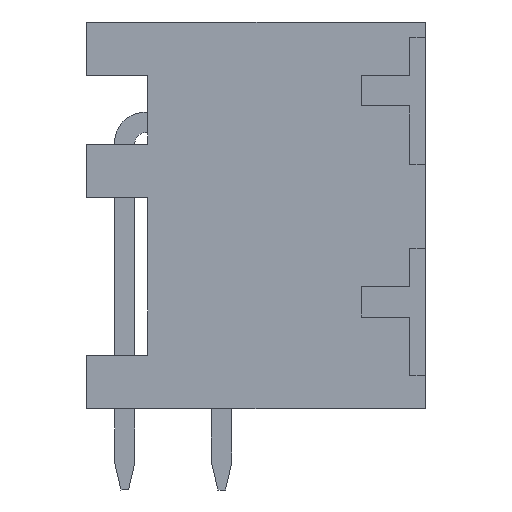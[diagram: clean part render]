
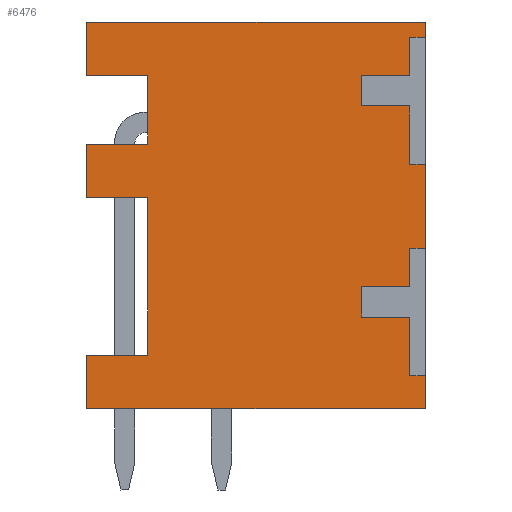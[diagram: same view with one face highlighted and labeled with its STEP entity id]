
A CAD part, left-side view. The second image highlights one B-rep face of the part: STEP entity #6476.
In plain terms, the highlighted planar face has unit normal (-1, 0, 0).
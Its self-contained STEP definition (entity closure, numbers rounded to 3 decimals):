
#6350=AXIS2_PLACEMENT_3D('Plane Axis2P3D',#6347,#6348,#6349) ;
#196=CARTESIAN_POINT('Vertex',(0.3,0.,18.4)) ;
#199=CARTESIAN_POINT('Line Origine',(0.3,0.,18.1)) ;
#203=CARTESIAN_POINT('Vertex',(0.3,0.,17.8)) ;
#224=CARTESIAN_POINT('Vertex',(0.3,0.,12.8)) ;
#227=CARTESIAN_POINT('Line Origine',(0.3,0.,11.15)) ;
#231=CARTESIAN_POINT('Vertex',(0.3,0.,9.5)) ;
#252=CARTESIAN_POINT('Vertex',(0.3,0.,4.5)) ;
#255=CARTESIAN_POINT('Line Origine',(0.3,0.,3.85)) ;
#259=CARTESIAN_POINT('Vertex',(0.3,0.,3.2)) ;
#2884=CARTESIAN_POINT('Vertex',(0.3,13.3,18.4)) ;
#2887=CARTESIAN_POINT('Line Origine',(0.3,6.65,18.4)) ;
#2969=CARTESIAN_POINT('Vertex',(0.3,13.3,16.3)) ;
#2974=CARTESIAN_POINT('Line Origine',(0.3,13.3,17.35)) ;
#3406=CARTESIAN_POINT('Vertex',(0.3,10.9,16.3)) ;
#3411=CARTESIAN_POINT('Line Origine',(0.3,12.1,16.3)) ;
#3619=CARTESIAN_POINT('Vertex',(0.3,10.9,13.6)) ;
#3624=CARTESIAN_POINT('Line Origine',(0.3,10.9,14.95)) ;
#3832=CARTESIAN_POINT('Vertex',(0.3,13.3,13.6)) ;
#3837=CARTESIAN_POINT('Line Origine',(0.3,12.1,13.6)) ;
#4040=CARTESIAN_POINT('Vertex',(0.3,13.3,11.5)) ;
#4045=CARTESIAN_POINT('Line Origine',(0.3,13.3,12.55)) ;
#4701=CARTESIAN_POINT('Vertex',(0.3,10.9,11.5)) ;
#4706=CARTESIAN_POINT('Line Origine',(0.3,12.1,11.5)) ;
#4909=CARTESIAN_POINT('Vertex',(0.3,10.9,5.3)) ;
#4914=CARTESIAN_POINT('Line Origine',(0.3,10.9,8.4)) ;
#5122=CARTESIAN_POINT('Vertex',(0.3,13.3,5.3)) ;
#5127=CARTESIAN_POINT('Line Origine',(0.3,12.1,5.3)) ;
#5330=CARTESIAN_POINT('Vertex',(0.3,13.3,3.2)) ;
#5335=CARTESIAN_POINT('Line Origine',(0.3,13.3,4.25)) ;
#5987=CARTESIAN_POINT('Line Origine',(0.3,6.65,3.2)) ;
#6347=CARTESIAN_POINT('Axis2P3D Location',(0.3,0.,0.)) ;
#6352=CARTESIAN_POINT('Line Origine',(0.3,0.3,12.8)) ;
#6356=CARTESIAN_POINT('Vertex',(0.3,0.6,12.8)) ;
#6359=CARTESIAN_POINT('Line Origine',(0.3,0.6,13.95)) ;
#6363=CARTESIAN_POINT('Vertex',(0.3,0.6,15.1)) ;
#6366=CARTESIAN_POINT('Line Origine',(0.3,1.55,15.1)) ;
#6370=CARTESIAN_POINT('Vertex',(0.3,2.5,15.1)) ;
#6373=CARTESIAN_POINT('Line Origine',(0.3,2.5,15.7)) ;
#6377=CARTESIAN_POINT('Vertex',(0.3,2.5,16.3)) ;
#6380=CARTESIAN_POINT('Line Origine',(0.3,1.55,16.3)) ;
#6384=CARTESIAN_POINT('Vertex',(0.3,0.6,16.3)) ;
#6387=CARTESIAN_POINT('Line Origine',(0.3,0.6,17.05)) ;
#6391=CARTESIAN_POINT('Vertex',(0.3,0.6,17.8)) ;
#6394=CARTESIAN_POINT('Line Origine',(0.3,0.3,17.8)) ;
#6399=CARTESIAN_POINT('Line Origine',(0.3,0.3,4.5)) ;
#6403=CARTESIAN_POINT('Vertex',(0.3,0.6,4.5)) ;
#6406=CARTESIAN_POINT('Line Origine',(0.3,0.6,5.65)) ;
#6410=CARTESIAN_POINT('Vertex',(0.3,0.6,6.8)) ;
#6413=CARTESIAN_POINT('Line Origine',(0.3,1.55,6.8)) ;
#6417=CARTESIAN_POINT('Vertex',(0.3,2.5,6.8)) ;
#6420=CARTESIAN_POINT('Line Origine',(0.3,2.5,7.4)) ;
#6424=CARTESIAN_POINT('Vertex',(0.3,2.5,8.)) ;
#6427=CARTESIAN_POINT('Line Origine',(0.3,1.55,8.)) ;
#6431=CARTESIAN_POINT('Vertex',(0.3,0.6,8.)) ;
#6434=CARTESIAN_POINT('Line Origine',(0.3,0.6,8.75)) ;
#6438=CARTESIAN_POINT('Vertex',(0.3,0.6,9.5)) ;
#6441=CARTESIAN_POINT('Line Origine',(0.3,0.3,9.5)) ;
#200=DIRECTION('Vector Direction',(0.,0.,-1.)) ;
#228=DIRECTION('Vector Direction',(0.,0.,-1.)) ;
#256=DIRECTION('Vector Direction',(0.,0.,-1.)) ;
#2888=DIRECTION('Vector Direction',(0.,-1.,0.)) ;
#2975=DIRECTION('Vector Direction',(0.,0.,1.)) ;
#3412=DIRECTION('Vector Direction',(0.,1.,0.)) ;
#3625=DIRECTION('Vector Direction',(0.,0.,1.)) ;
#3838=DIRECTION('Vector Direction',(0.,-1.,0.)) ;
#4046=DIRECTION('Vector Direction',(0.,0.,1.)) ;
#4707=DIRECTION('Vector Direction',(0.,1.,0.)) ;
#4915=DIRECTION('Vector Direction',(0.,0.,1.)) ;
#5128=DIRECTION('Vector Direction',(0.,-1.,0.)) ;
#5336=DIRECTION('Vector Direction',(0.,0.,1.)) ;
#5988=DIRECTION('Vector Direction',(0.,1.,0.)) ;
#6348=DIRECTION('Axis2P3D Direction',(-1.,0.,0.)) ;
#6349=DIRECTION('Axis2P3D XDirection',(0.,-1.,0.)) ;
#6353=DIRECTION('Vector Direction',(0.,1.,0.)) ;
#6360=DIRECTION('Vector Direction',(0.,0.,1.)) ;
#6367=DIRECTION('Vector Direction',(0.,1.,0.)) ;
#6374=DIRECTION('Vector Direction',(0.,0.,1.)) ;
#6381=DIRECTION('Vector Direction',(0.,-1.,0.)) ;
#6388=DIRECTION('Vector Direction',(0.,0.,1.)) ;
#6395=DIRECTION('Vector Direction',(0.,-1.,0.)) ;
#6400=DIRECTION('Vector Direction',(0.,1.,0.)) ;
#6407=DIRECTION('Vector Direction',(0.,0.,1.)) ;
#6414=DIRECTION('Vector Direction',(0.,1.,0.)) ;
#6421=DIRECTION('Vector Direction',(0.,0.,1.)) ;
#6428=DIRECTION('Vector Direction',(0.,-1.,0.)) ;
#6435=DIRECTION('Vector Direction',(0.,0.,1.)) ;
#6442=DIRECTION('Vector Direction',(0.,-1.,0.)) ;
#201=VECTOR('Line Direction',#200,1.) ;
#229=VECTOR('Line Direction',#228,1.) ;
#257=VECTOR('Line Direction',#256,1.) ;
#2889=VECTOR('Line Direction',#2888,1.) ;
#2976=VECTOR('Line Direction',#2975,1.) ;
#3413=VECTOR('Line Direction',#3412,1.) ;
#3626=VECTOR('Line Direction',#3625,1.) ;
#3839=VECTOR('Line Direction',#3838,1.) ;
#4047=VECTOR('Line Direction',#4046,1.) ;
#4708=VECTOR('Line Direction',#4707,1.) ;
#4916=VECTOR('Line Direction',#4915,1.) ;
#5129=VECTOR('Line Direction',#5128,1.) ;
#5337=VECTOR('Line Direction',#5336,1.) ;
#5989=VECTOR('Line Direction',#5988,1.) ;
#6354=VECTOR('Line Direction',#6353,1.) ;
#6361=VECTOR('Line Direction',#6360,1.) ;
#6368=VECTOR('Line Direction',#6367,1.) ;
#6375=VECTOR('Line Direction',#6374,1.) ;
#6382=VECTOR('Line Direction',#6381,1.) ;
#6389=VECTOR('Line Direction',#6388,1.) ;
#6396=VECTOR('Line Direction',#6395,1.) ;
#6401=VECTOR('Line Direction',#6400,1.) ;
#6408=VECTOR('Line Direction',#6407,1.) ;
#6415=VECTOR('Line Direction',#6414,1.) ;
#6422=VECTOR('Line Direction',#6421,1.) ;
#6429=VECTOR('Line Direction',#6428,1.) ;
#6436=VECTOR('Line Direction',#6435,1.) ;
#6443=VECTOR('Line Direction',#6442,1.) ;
#6447=ORIENTED_EDGE('',*,*,#233,.T.) ;
#6448=ORIENTED_EDGE('',*,*,#6358,.F.) ;
#6449=ORIENTED_EDGE('',*,*,#6365,.F.) ;
#6450=ORIENTED_EDGE('',*,*,#6372,.F.) ;
#6451=ORIENTED_EDGE('',*,*,#6379,.F.) ;
#6452=ORIENTED_EDGE('',*,*,#6386,.F.) ;
#6453=ORIENTED_EDGE('',*,*,#6393,.F.) ;
#6454=ORIENTED_EDGE('',*,*,#6398,.F.) ;
#6455=ORIENTED_EDGE('',*,*,#205,.T.) ;
#6456=ORIENTED_EDGE('',*,*,#2891,.T.) ;
#6457=ORIENTED_EDGE('',*,*,#2978,.T.) ;
#6458=ORIENTED_EDGE('',*,*,#3415,.T.) ;
#6459=ORIENTED_EDGE('',*,*,#3628,.T.) ;
#6460=ORIENTED_EDGE('',*,*,#3841,.T.) ;
#6461=ORIENTED_EDGE('',*,*,#4049,.T.) ;
#6462=ORIENTED_EDGE('',*,*,#4710,.T.) ;
#6463=ORIENTED_EDGE('',*,*,#4918,.T.) ;
#6464=ORIENTED_EDGE('',*,*,#5131,.T.) ;
#6465=ORIENTED_EDGE('',*,*,#5339,.T.) ;
#6466=ORIENTED_EDGE('',*,*,#5991,.T.) ;
#6467=ORIENTED_EDGE('',*,*,#261,.T.) ;
#6468=ORIENTED_EDGE('',*,*,#6405,.F.) ;
#6469=ORIENTED_EDGE('',*,*,#6412,.F.) ;
#6470=ORIENTED_EDGE('',*,*,#6419,.F.) ;
#6471=ORIENTED_EDGE('',*,*,#6426,.F.) ;
#6472=ORIENTED_EDGE('',*,*,#6433,.F.) ;
#6473=ORIENTED_EDGE('',*,*,#6440,.F.) ;
#6474=ORIENTED_EDGE('',*,*,#6445,.F.) ;
#6476=ADVANCED_FACE('HOUSING',(#6475),#6351,.T.) ;
#205=EDGE_CURVE('',#204,#197,#202,.F.) ;
#233=EDGE_CURVE('',#232,#225,#230,.F.) ;
#261=EDGE_CURVE('',#260,#253,#258,.F.) ;
#2891=EDGE_CURVE('',#197,#2885,#2890,.F.) ;
#2978=EDGE_CURVE('',#2885,#2970,#2977,.F.) ;
#3415=EDGE_CURVE('',#2970,#3407,#3414,.F.) ;
#3628=EDGE_CURVE('',#3407,#3620,#3627,.F.) ;
#3841=EDGE_CURVE('',#3620,#3833,#3840,.F.) ;
#4049=EDGE_CURVE('',#3833,#4041,#4048,.F.) ;
#4710=EDGE_CURVE('',#4041,#4702,#4709,.F.) ;
#4918=EDGE_CURVE('',#4702,#4910,#4917,.F.) ;
#5131=EDGE_CURVE('',#4910,#5123,#5130,.F.) ;
#5339=EDGE_CURVE('',#5123,#5331,#5338,.F.) ;
#5991=EDGE_CURVE('',#5331,#260,#5990,.F.) ;
#6358=EDGE_CURVE('',#6357,#225,#6355,.F.) ;
#6365=EDGE_CURVE('',#6364,#6357,#6362,.F.) ;
#6372=EDGE_CURVE('',#6371,#6364,#6369,.F.) ;
#6379=EDGE_CURVE('',#6378,#6371,#6376,.F.) ;
#6386=EDGE_CURVE('',#6385,#6378,#6383,.F.) ;
#6393=EDGE_CURVE('',#6392,#6385,#6390,.F.) ;
#6398=EDGE_CURVE('',#204,#6392,#6397,.F.) ;
#6405=EDGE_CURVE('',#6404,#253,#6402,.F.) ;
#6412=EDGE_CURVE('',#6411,#6404,#6409,.F.) ;
#6419=EDGE_CURVE('',#6418,#6411,#6416,.F.) ;
#6426=EDGE_CURVE('',#6425,#6418,#6423,.F.) ;
#6433=EDGE_CURVE('',#6432,#6425,#6430,.F.) ;
#6440=EDGE_CURVE('',#6439,#6432,#6437,.F.) ;
#6445=EDGE_CURVE('',#232,#6439,#6444,.F.) ;
#6446=EDGE_LOOP('',(#6447,#6448,#6449,#6450,#6451,#6452,#6453,#6454,#6455,#6456,#6457,#6458,#6459,#6460,#6461,#6462,#6463,#6464,#6465,#6466,#6467,#6468,#6469,#6470,#6471,#6472,#6473,#6474)) ;
#6475=FACE_OUTER_BOUND('',#6446,.T.) ;
#202=LINE('Line',#199,#201) ;
#230=LINE('Line',#227,#229) ;
#258=LINE('Line',#255,#257) ;
#2890=LINE('Line',#2887,#2889) ;
#2977=LINE('Line',#2974,#2976) ;
#3414=LINE('Line',#3411,#3413) ;
#3627=LINE('Line',#3624,#3626) ;
#3840=LINE('Line',#3837,#3839) ;
#4048=LINE('Line',#4045,#4047) ;
#4709=LINE('Line',#4706,#4708) ;
#4917=LINE('Line',#4914,#4916) ;
#5130=LINE('Line',#5127,#5129) ;
#5338=LINE('Line',#5335,#5337) ;
#5990=LINE('Line',#5987,#5989) ;
#6355=LINE('Line',#6352,#6354) ;
#6362=LINE('Line',#6359,#6361) ;
#6369=LINE('Line',#6366,#6368) ;
#6376=LINE('Line',#6373,#6375) ;
#6383=LINE('Line',#6380,#6382) ;
#6390=LINE('Line',#6387,#6389) ;
#6397=LINE('Line',#6394,#6396) ;
#6402=LINE('Line',#6399,#6401) ;
#6409=LINE('Line',#6406,#6408) ;
#6416=LINE('Line',#6413,#6415) ;
#6423=LINE('Line',#6420,#6422) ;
#6430=LINE('Line',#6427,#6429) ;
#6437=LINE('Line',#6434,#6436) ;
#6444=LINE('Line',#6441,#6443) ;
#6351=PLANE('',#6350) ;
#197=VERTEX_POINT('',#196) ;
#204=VERTEX_POINT('',#203) ;
#225=VERTEX_POINT('',#224) ;
#232=VERTEX_POINT('',#231) ;
#253=VERTEX_POINT('',#252) ;
#260=VERTEX_POINT('',#259) ;
#2885=VERTEX_POINT('',#2884) ;
#2970=VERTEX_POINT('',#2969) ;
#3407=VERTEX_POINT('',#3406) ;
#3620=VERTEX_POINT('',#3619) ;
#3833=VERTEX_POINT('',#3832) ;
#4041=VERTEX_POINT('',#4040) ;
#4702=VERTEX_POINT('',#4701) ;
#4910=VERTEX_POINT('',#4909) ;
#5123=VERTEX_POINT('',#5122) ;
#5331=VERTEX_POINT('',#5330) ;
#6357=VERTEX_POINT('',#6356) ;
#6364=VERTEX_POINT('',#6363) ;
#6371=VERTEX_POINT('',#6370) ;
#6378=VERTEX_POINT('',#6377) ;
#6385=VERTEX_POINT('',#6384) ;
#6392=VERTEX_POINT('',#6391) ;
#6404=VERTEX_POINT('',#6403) ;
#6411=VERTEX_POINT('',#6410) ;
#6418=VERTEX_POINT('',#6417) ;
#6425=VERTEX_POINT('',#6424) ;
#6432=VERTEX_POINT('',#6431) ;
#6439=VERTEX_POINT('',#6438) ;
